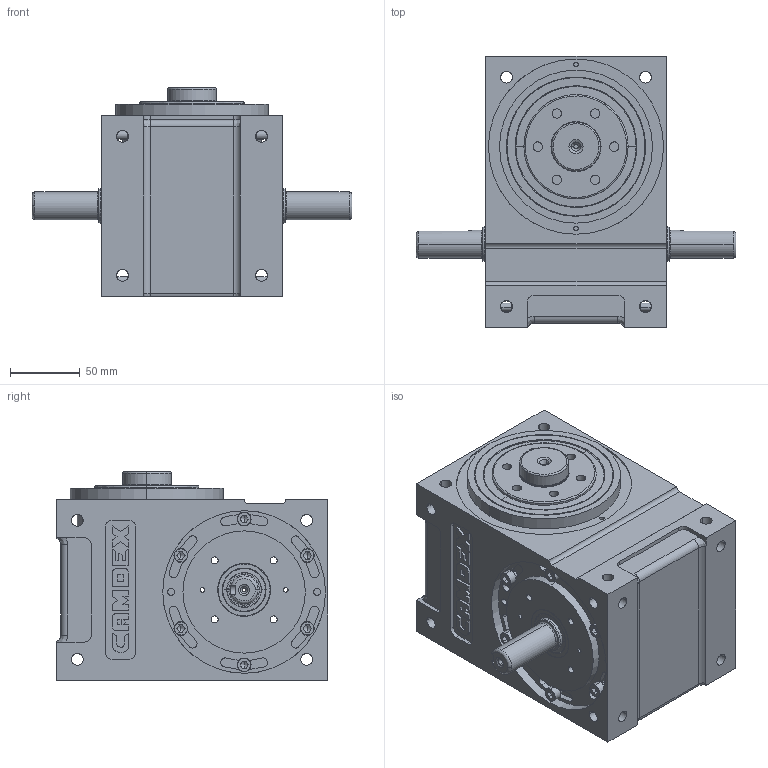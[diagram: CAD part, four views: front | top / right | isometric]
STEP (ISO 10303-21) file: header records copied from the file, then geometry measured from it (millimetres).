
FILE_DESCRIPTION (( 'STEP AP203' ), '1' );
FILE_NAME ('70DF-OUT.STEP', '2017-05-05T05:59:32', ( 'Windows' ), ( 'Microsoft' ), 'SwSTEP 2.0', 'SolidWorks 2015', '' );
FILE_SCHEMA (( 'CONFIG_CONTROL_DESIGN' ));
Length unit declared in the file: millimetre
Products named in the file (1): 70DF-OUT
Bounding box: 230 x 195 x 150 mm (x, y, z)
Surface area: 214076.3 mm2 (no closed solid volume)
Topology: 0 solids, 41 shells, 819 faces, 2349 edges, 1554 vertices
Faces by surface type: plane 362, cylinder 306, bspline 71, cone 64, torus 16
Entity records: 32822 total; most frequent: CARTESIAN_POINT 12267, ORIENTED_EDGE 4237, DIRECTION 4050, EDGE_CURVE 2313, VERTEX_POINT 1554, AXIS2_PLACEMENT_3D 1451, VECTOR 1148, LINE 1148
